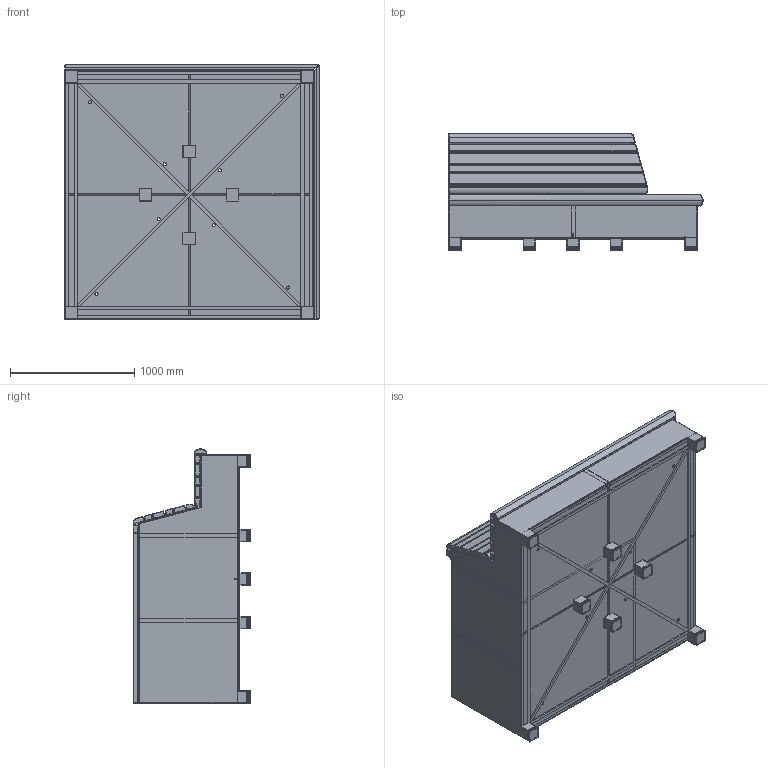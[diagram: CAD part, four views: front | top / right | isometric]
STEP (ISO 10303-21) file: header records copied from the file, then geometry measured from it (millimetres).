
FILE_DESCRIPTION (( 'STEP AP203' ), '1' );
FILE_NAME ('GP.2000.CB.Al.STEP', '2021-03-30T14:04:50', ( '' ), ( '' ), 'SwSTEP 2.0', 'SolidWorks 2020', '' );
FILE_SCHEMA (( 'CONFIG_CONTROL_DESIGN' ));
Length unit declared in the file: millimetre
Products named in the file (66): GP.2000.CB.Al; GP.2000.CB.Al Wood strip 2; GP.2000.CB.Al Wood 60x40 end; GP.2000.CB.Al Wood strip top 3; GP.2000.CB.Al Wood backrest strip; GP.2000.CB.Al Wood strip top 2; GP.2000.CB.Al Wood 90x40; GP.2000.CB.Al Reinforcement wall-2; GP.2000.CB.Al Wood 90x40 front; GP.2000.CB.Al Wood 60x40; GP.2000.CB.Al Wood strip front; GP.2000.CB.Al Base; GP.2000.CB.Al Reinforcement wall-1; GP.2000.CB.Al Wood strip 3; GP.2000.CB.Al Bottom strip-2; GP.2000.CB.Al Wood strip 1; GP.2000.CB.Al Bottom-1; GP.2000.CB.Al Wood seat R; GP.2000.CB.Al Wall-2; GP.2000.CB.Al Reinforcement-1; GP.2000.CB.Al Bottom strip-1; GP.2000.CB.Al Wood strip top 1; GP.2000.CB.Al Seat-1; GP.2000.CB.Al Feet plate; FURNS Brandtag sticker; GP.2000.CB.Al Reinforcement-6; GP.2000.CB.Al Reinforcement-5; GP.2000.CB.Al Wall-3; GP.2000.CB.Al Reinforcement-4; GP.2000.CB.Al Bottom strip-3; GP.2000.CB.Al Feet plate middle; GP.2000.CB.Al Wood seat L; GP.2000.CB.Al Wood 90x40 top; GP.2000.CB.Al Wood backrest R; GP.2000.CB.Al Seat-2; GP.2000.CB.Al Wall-1; GP.2000.CB.Al Reinforcement-3; GP.2000.CB.Al Plastic feet 100x100; GP.2000.CB.Al Reinforcement-2; GP.2000.CB.Al Wood backrest L
Assembly tree (116 placements, depth 4):
  GP.2000.CB.Al
    GP.2000.CB.Al Base
      GP.2000.CB.Al Wall-1
      GP.2000.CB.Al Wall-2
      GP.2000.CB.Al Wall-3  x2
      GP.2000.CB.Al Bottom-1  x4
      GP.2000.CB.Al Reinforcement-1  x4
      GP.2000.CB.Al Reinforcement wall-1  x2
      GP.2000.CB.Al Reinforcement-2  x2
      GP.2000.CB.Al Reinforcement-3  x2
      GP.2000.CB.Al Feet plate  x4
      GP.2000.CB.Al Feet plate middle  x8
      GP.2000.CB.Al Seat-1
      GP.2000.CB.Al Seat-2
      GP.2000.CB.Al Reinforcement-4  x2
      GP.2000.CB.Al Reinforcement-6  x2
      GP.2000.CB.Al Reinforcement-5  x2
      GP.2000.CB.Al Reinforcement wall-2
      GP.2000.CB.Al Bottom strip-1
      GP.2000.CB.Al Bottom strip-2  x2
      GP.2000.CB.Al Bottom strip-3  x4
    GP.2000.CB.Al Wood backrest L
      GP.2000.CB.Al Wood backrest strip  x3
      GP.2000.CB.Al Wood 90x40 top
      GP.2000.CB.Al Wood 60x40 end
      GP.2000.CB.Al Wood 60x40
      GP.2000.CB.Al Wood 60x40
      GP.2000.CB.Al Wood 90x40
      GP.2000.CB.Al Wood 90x40
      GP.2000.CB.Al Wood 60x40
    GP.2000.CB.Al Wood backrest R
      GP.2000.CB.Al Wood backrest strip  x3
      GP.2000.CB.Al Wood 90x40 top
      GP.2000.CB.Al Wood 60x40
      GP.2000.CB.Al Wood 60x40 end
      GP.2000.CB.Al Wood 60x40
      GP.2000.CB.Al Wood 90x40
      GP.2000.CB.Al Wood 90x40
      GP.2000.CB.Al Wood 60x40
    GP.2000.CB.Al Wood seat L
      GP.2000.CB.Al Wood strip 1
        GP.2000.CB.Al Wood strip top 1
        GP.2000.CB.Al Wood strip front
      GP.2000.CB.Al Wood strip 2
        GP.2000.CB.Al Wood strip front
        GP.2000.CB.Al Wood strip top 2
      GP.2000.CB.Al Wood strip 1
        GP.2000.CB.Al Wood strip top 1
        GP.2000.CB.Al Wood strip front
      GP.2000.CB.Al Wood strip 1
        GP.2000.CB.Al Wood strip top 1
        GP.2000.CB.Al Wood strip front
      GP.2000.CB.Al Wood 90x40 front
      GP.2000.CB.Al Wood 60x40
      GP.2000.CB.Al Wood 90x40
      GP.2000.CB.Al Wood 60x40 end
      GP.2000.CB.Al Wood 60x40
      GP.2000.CB.Al Wood 90x40
    GP.2000.CB.Al Wood seat R
      GP.2000.CB.Al Wood strip 1
Bounding box: 2046 x 946.11 x 2046 mm (x, y, z)
Volume: 188689092.1 mm3; surface area: 42389883.5 mm2
Topology: 103 solids, 103 shells, 4448 faces, 11175 edges, 6887 vertices
Faces by surface type: plane 2396, cylinder 1419, cone 360, sphere 137, bspline 126, torus 10
Entity records: 74939 total; most frequent: CARTESIAN_POINT 14202, ORIENTED_EDGE 10990, DIRECTION 10495, EDGE_CURVE 5495, LINE 3895, VECTOR 3895, VERTEX_POINT 3419, AXIS2_PLACEMENT_3D 3300
